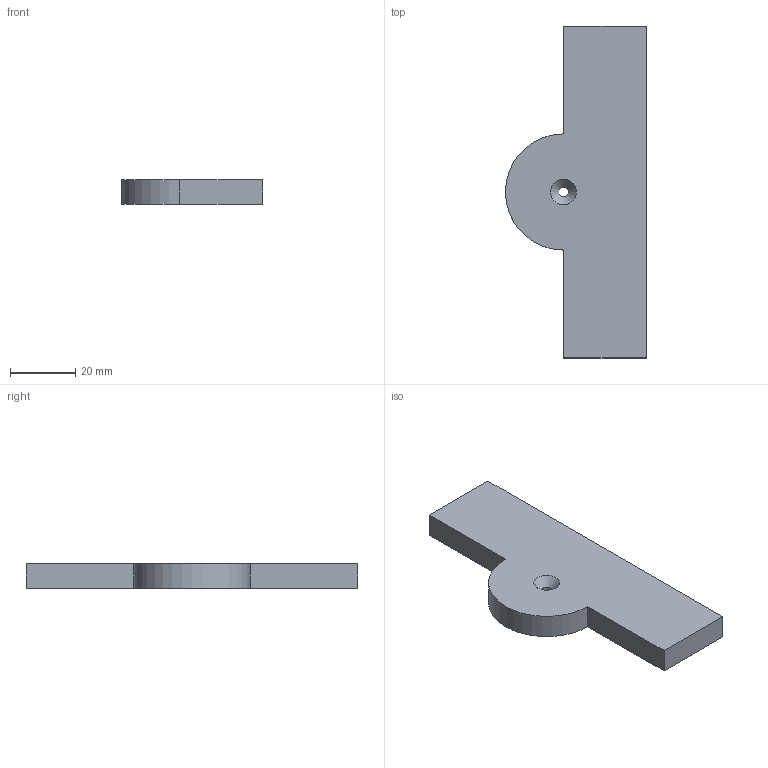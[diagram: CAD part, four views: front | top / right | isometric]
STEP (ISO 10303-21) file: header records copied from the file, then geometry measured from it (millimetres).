
FILE_DESCRIPTION(/* description */ (''),/* implementation_level */ '2;1');
FILE_NAME(/* name */ 'Double Wall Mount.step',/* time_stamp */ '2024-07-03T11:07:55-05:00',/* author */ (''),/* organization */ (''),/* preprocessor_version */ 'ST-DEVELOPER v20',/* originating_system */ 'Autodesk Translation Framework v13.14.0.145',/* authorisation */ '');
FILE_SCHEMA (('AUTOMOTIVE_DESIGN { 1 0 10303 214 3 1 1 }'));
Length unit declared in the file: inch
Products named in the file (1): Double Wall Mount
Bounding box: 43.18 x 101.6 x 7.62 mm (x, y, z)
Volume: 22208.6 mm3; surface area: 9149.3 mm2
Topology: 1 solids, 1 shells, 18 faces, 35 edges, 23 vertices
Faces by surface type: plane 11, cylinder 6, cone 1
Full cylindrical faces by diameter (mm): 3.048 x1, 5.334 x4
Entity records: 503 total; most frequent: DIRECTION 86, CARTESIAN_POINT 77, ORIENTED_EDGE 70, EDGE_CURVE 35, AXIS2_PLACEMENT_3D 32, EDGE_LOOP 24, VERTEX_POINT 23, LINE 22
